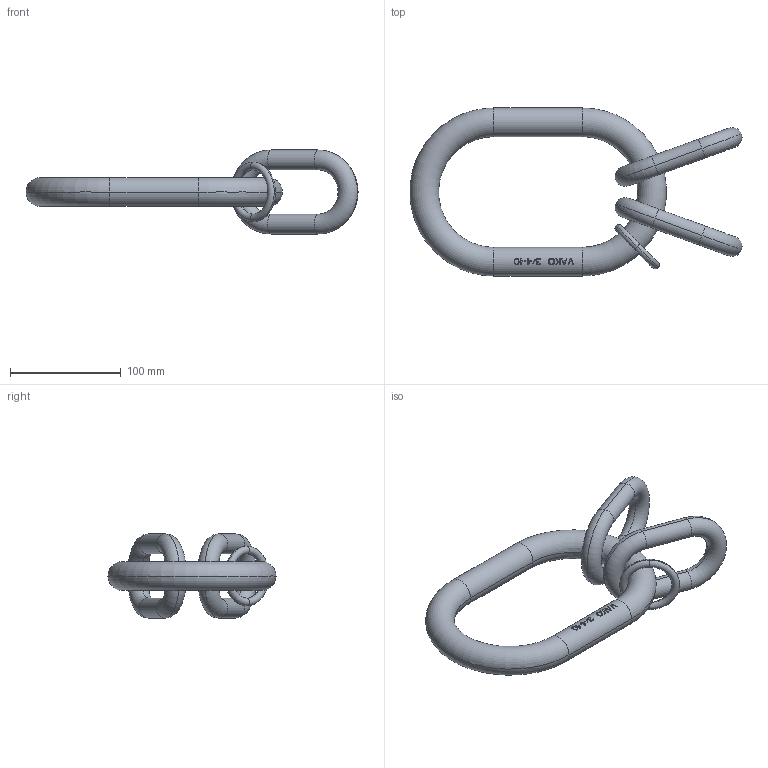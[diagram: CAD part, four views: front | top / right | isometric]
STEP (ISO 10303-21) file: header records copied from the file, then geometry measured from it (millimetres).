
FILE_DESCRIPTION((''),'2;1');
FILE_NAME('3VAKO4-10','2005-01-18T',('jakubetz'),(''),'PRO/ENGINEER BY PARAMETRIC TECHNOLOGY CORPORATION, 2001400','PRO/ENGINEER BY PARAMETRIC TECHNOLOGY CORPORATION, 2001400','');
FILE_SCHEMA(('CONFIG_CONTROL_DESIGN'));
Length unit declared in the file: millimetre
Products named in the file (1): 3VAKO4-10
Bounding box: 300.18 x 152 x 76 mm (x, y, z)
Volume: 439264.5 mm3; surface area: 79640.3 mm2
Topology: 4 solids, 4 shells, 246 faces, 668 edges, 436 vertices
Faces by surface type: plane 214, cylinder 16, torus 16
Entity records: 7922 total; most frequent: CARTESIAN_POINT 1939, ORIENTED_EDGE 1336, DIRECTION 1056, EDGE_CURVE 668, VECTOR 454, LINE 454, VERTEX_POINT 436, AXIS2_PLACEMENT_3D 301
